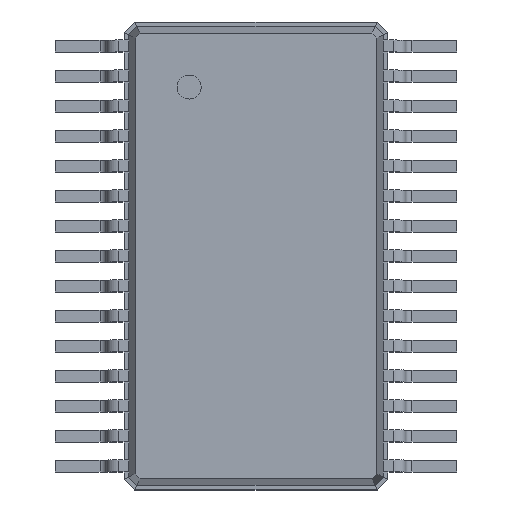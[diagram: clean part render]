
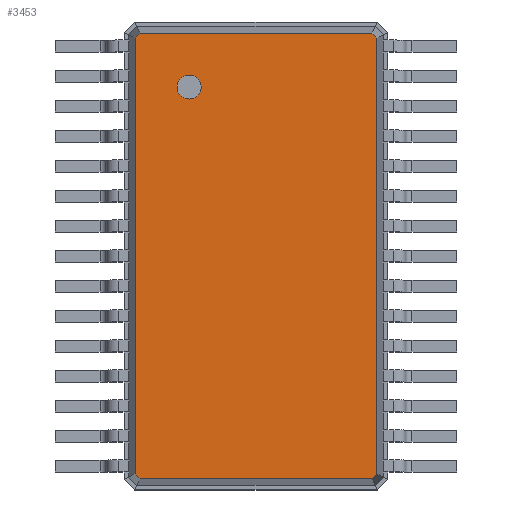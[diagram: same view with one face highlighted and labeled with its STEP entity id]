
A CAD part, top view. The second image highlights one B-rep face of the part: STEP entity #3453.
In plain terms, the highlighted planar face has unit normal (0, 0, 1).
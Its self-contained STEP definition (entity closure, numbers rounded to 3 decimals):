
#13=DIRECTION('',(0.,0.,1.));
#27=VECTOR('',#28,1.);
#28=DIRECTION('',(0.,-1.,0.));
#36=DIRECTION('',(0.,1.,0.));
#58=VECTOR('',#59,1.);
#59=DIRECTION('',(1.,0.,0.));
#83=DIRECTION('',(0.,0.,-1.));
#130=VECTOR('',#131,1.);
#131=DIRECTION('',(-1.,0.,0.));
#477=VECTOR('',#478,1.);
#478=DIRECTION('',(0.707,-0.707,0.));
#484=VECTOR('',#485,1.);
#485=DIRECTION('',(-0.707,-0.707,0.));
#496=VECTOR('',#497,1.);
#497=DIRECTION('',(-0.707,0.707,0.));
#503=VECTOR('',#36,1.);
#507=VECTOR('',#508,1.);
#508=DIRECTION('',(0.707,0.707,0.));
#1233=VERTEX_POINT('',#1234);
#1234=CARTESIAN_POINT('',(2.014,-3.632,1.6));
#1237=EDGE_CURVE('',#1238,#1233,#1240,.T.);
#1238=VERTEX_POINT('',#1239);
#1239=CARTESIAN_POINT('',(2.014,3.632,1.6));
#1240=LINE('',#1239,#27);
#3445=EDGE_CURVE('',#3446,#1238,#3448,.T.);
#3446=VERTEX_POINT('',#3447);
#3447=CARTESIAN_POINT('',(1.932,3.714,1.6));
#3448=LINE('',#3447,#477);
#3453=ADVANCED_FACE('',(#3454,#3486),#3495,.F.);
#3454=FACE_BOUND('',#3455,.F.);
#3455=EDGE_LOOP('',(#3456,#3461,#3462,#3463,#3468,#3473,#3478,#3483));
#3456=ORIENTED_EDGE('',*,*,#3457,.T.);
#3457=EDGE_CURVE('',#3458,#3446,#3460,.T.);
#3458=VERTEX_POINT('',#3459);
#3459=CARTESIAN_POINT('',(-1.932,3.714,1.6));
#3460=LINE('',#3459,#58);
#3461=ORIENTED_EDGE('',*,*,#3445,.T.);
#3462=ORIENTED_EDGE('',*,*,#1237,.T.);
#3463=ORIENTED_EDGE('',*,*,#3464,.T.);
#3464=EDGE_CURVE('',#1233,#3465,#3467,.T.);
#3465=VERTEX_POINT('',#3466);
#3466=CARTESIAN_POINT('',(1.932,-3.714,1.6));
#3467=LINE('',#1234,#484);
#3468=ORIENTED_EDGE('',*,*,#3469,.T.);
#3469=EDGE_CURVE('',#3465,#3470,#3472,.T.);
#3470=VERTEX_POINT('',#3471);
#3471=CARTESIAN_POINT('',(-1.932,-3.714,1.6));
#3472=LINE('',#3466,#130);
#3473=ORIENTED_EDGE('',*,*,#3474,.T.);
#3474=EDGE_CURVE('',#3470,#3475,#3477,.T.);
#3475=VERTEX_POINT('',#3476);
#3476=CARTESIAN_POINT('',(-2.014,-3.632,1.6));
#3477=LINE('',#3471,#496);
#3478=ORIENTED_EDGE('',*,*,#3479,.T.);
#3479=EDGE_CURVE('',#3475,#3480,#3482,.T.);
#3480=VERTEX_POINT('',#3481);
#3481=CARTESIAN_POINT('',(-2.014,3.632,1.6));
#3482=LINE('',#3476,#503);
#3483=ORIENTED_EDGE('',*,*,#3484,.T.);
#3484=EDGE_CURVE('',#3480,#3458,#3485,.T.);
#3485=LINE('',#3481,#507);
#3486=FACE_BOUND('',#3487,.F.);
#3487=EDGE_LOOP('',(#3488));
#3488=ORIENTED_EDGE('',*,*,#3489,.T.);
#3489=EDGE_CURVE('',#3490,#3490,#3492,.T.);
#3490=VERTEX_POINT('',#3491);
#3491=CARTESIAN_POINT('',(-1.114,2.614,1.6));
#3492=CIRCLE('',#3493,0.2);
#3493=AXIS2_PLACEMENT_3D('',#3494,#13,#28);
#3494=CARTESIAN_POINT('',(-1.114,2.814,1.6));
#3495=PLANE('',#3496);
#3496=AXIS2_PLACEMENT_3D('',#3459,#83,#3497);
#3497=DIRECTION('',(0.461,-0.887,0.));
